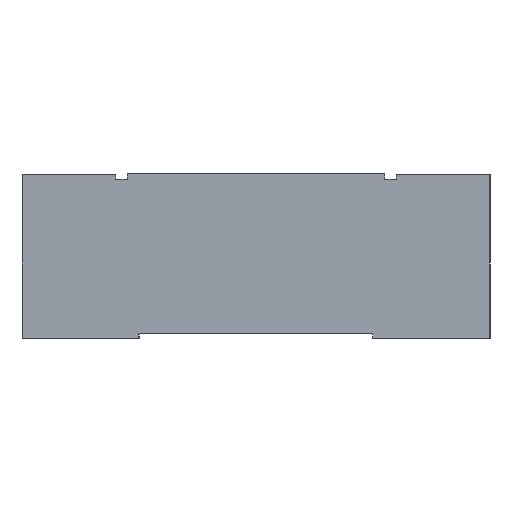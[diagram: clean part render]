
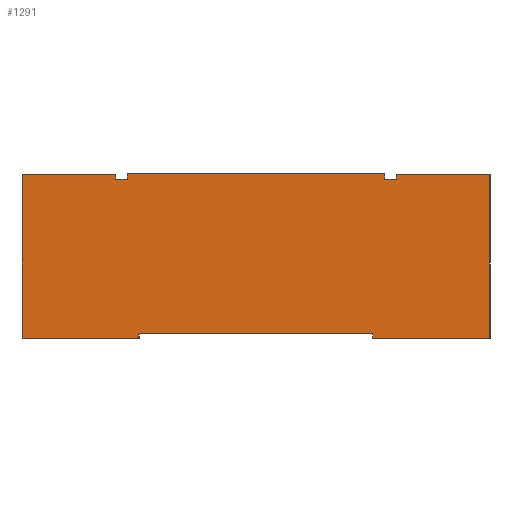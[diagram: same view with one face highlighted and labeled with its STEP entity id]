
A CAD part, left-side view. The second image highlights one B-rep face of the part: STEP entity #1291.
In plain terms, the highlighted planar face has unit normal (-1, 0, 0).
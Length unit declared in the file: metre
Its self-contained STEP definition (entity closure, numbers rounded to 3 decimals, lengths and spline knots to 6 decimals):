
#161=ORIENTED_EDGE('',*,*,#415,.F.);
#162=ORIENTED_EDGE('',*,*,#514,.T.);
#163=ORIENTED_EDGE('',*,*,#446,.F.);
#164=ORIENTED_EDGE('',*,*,#515,.T.);
#165=ORIENTED_EDGE('',*,*,#489,.T.);
#166=ORIENTED_EDGE('',*,*,#516,.F.);
#167=ORIENTED_EDGE('',*,*,#517,.T.);
#168=ORIENTED_EDGE('',*,*,#518,.T.);
#169=ORIENTED_EDGE('',*,*,#519,.T.);
#170=ORIENTED_EDGE('',*,*,#520,.F.);
#171=ORIENTED_EDGE('',*,*,#463,.F.);
#172=ORIENTED_EDGE('',*,*,#521,.F.);
#173=ORIENTED_EDGE('',*,*,#522,.F.);
#174=ORIENTED_EDGE('',*,*,#523,.F.);
#175=ORIENTED_EDGE('',*,*,#524,.F.);
#176=ORIENTED_EDGE('',*,*,#525,.T.);
#415=EDGE_CURVE('',#595,#596,#711,.T.);
#446=EDGE_CURVE('',#623,#624,#742,.T.);
#463=EDGE_CURVE('',#639,#641,#759,.T.);
#489=EDGE_CURVE('',#665,#663,#785,.T.);
#514=EDGE_CURVE('',#595,#624,#810,.T.);
#515=EDGE_CURVE('',#623,#665,#811,.T.);
#516=EDGE_CURVE('',#687,#663,#812,.T.);
#517=EDGE_CURVE('',#687,#688,#813,.T.);
#518=EDGE_CURVE('',#688,#689,#814,.T.);
#519=EDGE_CURVE('',#689,#690,#815,.T.);
#520=EDGE_CURVE('',#641,#690,#816,.T.);
#521=EDGE_CURVE('',#691,#639,#817,.T.);
#522=EDGE_CURVE('',#692,#691,#818,.T.);
#523=EDGE_CURVE('',#693,#692,#819,.T.);
#524=EDGE_CURVE('',#694,#693,#820,.T.);
#525=EDGE_CURVE('',#694,#596,#821,.T.);
#595=VERTEX_POINT('',#1991);
#596=VERTEX_POINT('',#1992);
#623=VERTEX_POINT('',#2057);
#624=VERTEX_POINT('',#2058);
#639=VERTEX_POINT('',#2093);
#641=VERTEX_POINT('',#2096);
#663=VERTEX_POINT('',#2147);
#665=VERTEX_POINT('',#2150);
#687=VERTEX_POINT('',#2206);
#688=VERTEX_POINT('',#2208);
#689=VERTEX_POINT('',#2210);
#690=VERTEX_POINT('',#2212);
#691=VERTEX_POINT('',#2215);
#692=VERTEX_POINT('',#2217);
#693=VERTEX_POINT('',#2219);
#694=VERTEX_POINT('',#2221);
#711=LINE('',#1990,#891);
#742=LINE('',#2056,#922);
#759=LINE('',#2095,#939);
#785=LINE('',#2149,#965);
#810=LINE('',#2203,#990);
#811=LINE('',#2204,#991);
#812=LINE('',#2205,#992);
#813=LINE('',#2207,#993);
#814=LINE('',#2209,#994);
#815=LINE('',#2211,#995);
#816=LINE('',#2213,#996);
#817=LINE('',#2214,#997);
#818=LINE('',#2216,#998);
#819=LINE('',#2218,#999);
#820=LINE('',#2220,#1000);
#821=LINE('',#2222,#1001);
#891=VECTOR('',#1678,1.);
#922=VECTOR('',#1723,1.);
#939=VECTOR('',#1748,1.);
#965=VECTOR('',#1782,1.);
#990=VECTOR('',#1821,1.);
#991=VECTOR('',#1822,1.);
#992=VECTOR('',#1823,1.);
#993=VECTOR('',#1824,1.);
#994=VECTOR('',#1825,1.);
#995=VECTOR('',#1826,1.);
#996=VECTOR('',#1827,1.);
#997=VECTOR('',#1828,1.);
#998=VECTOR('',#1829,1.);
#999=VECTOR('',#1830,1.);
#1000=VECTOR('',#1831,1.);
#1001=VECTOR('',#1832,1.);
#1093=EDGE_LOOP('',(#161,#162,#163,#164,#165,#166,#167,#168,#169,#170,#171,
#172,#173,#174,#175,#176));
#1159=FACE_BOUND('',#1093,.T.);
#1225=PLANE('',#1630);
#1291=ADVANCED_FACE('',(#1159),#1225,.F.);
#1630=AXIS2_PLACEMENT_3D('',#2202,#1819,#1820);
#1678=DIRECTION('',(0.,-1.,0.));
#1723=DIRECTION('',(0.,-1.,0.));
#1748=DIRECTION('',(0.,-1.,0.));
#1782=DIRECTION('',(0.,-1.,0.));
#1819=DIRECTION('',(1.,0.,0.));
#1820=DIRECTION('',(0.,0.,-1.));
#1821=DIRECTION('',(0.,0.,1.));
#1822=DIRECTION('',(0.,0.,-1.));
#1823=DIRECTION('',(0.,0.,-1.));
#1824=DIRECTION('',(0.,-1.,0.));
#1825=DIRECTION('',(0.,0.,-1.));
#1826=DIRECTION('',(0.,-1.,0.));
#1827=DIRECTION('',(0.,0.,-1.));
#1828=DIRECTION('',(0.,0.,1.));
#1829=DIRECTION('',(0.,-1.,0.));
#1830=DIRECTION('',(0.,0.,-1.));
#1831=DIRECTION('',(0.,-1.,0.));
#1832=DIRECTION('',(0.,0.,-1.));
#1990=CARTESIAN_POINT('',(-0.001,0.,0.00034));
#1991=CARTESIAN_POINT('',(-0.001,0.0003,0.00034));
#1992=CARTESIAN_POINT('',(-0.001,0.000275,0.00034));
#2056=CARTESIAN_POINT('',(-0.001,0.,0.00035));
#2057=CARTESIAN_POINT('',(-0.001,0.0005,0.00035));
#2058=CARTESIAN_POINT('',(-0.001,0.0003,0.00035));
#2093=CARTESIAN_POINT('',(-0.001,-0.0003,0.00035));
#2095=CARTESIAN_POINT('',(-0.001,0.,0.00035));
#2096=CARTESIAN_POINT('',(-0.001,-0.0005,0.00035));
#2147=CARTESIAN_POINT('',(-0.001,0.00025,0.));
#2149=CARTESIAN_POINT('',(-0.001,0.,0.));
#2150=CARTESIAN_POINT('',(-0.001,0.0005,0.));
#2202=CARTESIAN_POINT('',(-0.001,0.,0.00035));
#2203=CARTESIAN_POINT('',(-0.001,0.0003,0.00034));
#2204=CARTESIAN_POINT('',(-0.001,0.0005,0.00035));
#2205=CARTESIAN_POINT('',(-0.001,0.00025,0.00001));
#2206=CARTESIAN_POINT('',(-0.001,0.00025,0.00001));
#2207=CARTESIAN_POINT('',(-0.001,0.,0.00001));
#2208=CARTESIAN_POINT('',(-0.001,-0.00025,0.00001));
#2209=CARTESIAN_POINT('',(-0.001,-0.00025,0.00001));
#2210=CARTESIAN_POINT('',(-0.001,-0.00025,0.));
#2211=CARTESIAN_POINT('',(-0.001,0.,0.));
#2212=CARTESIAN_POINT('',(-0.001,-0.0005,0.));
#2213=CARTESIAN_POINT('',(-0.001,-0.0005,0.00035));
#2214=CARTESIAN_POINT('',(-0.001,-0.0003,0.00034));
#2215=CARTESIAN_POINT('',(-0.001,-0.0003,0.00034));
#2216=CARTESIAN_POINT('',(-0.001,0.,0.00034));
#2217=CARTESIAN_POINT('',(-0.001,-0.000275,0.00034));
#2218=CARTESIAN_POINT('',(-0.001,-0.000275,0.000352));
#2219=CARTESIAN_POINT('',(-0.001,-0.000275,0.000352));
#2220=CARTESIAN_POINT('',(-0.001,0.,0.000352));
#2221=CARTESIAN_POINT('',(-0.001,0.000275,0.000352));
#2222=CARTESIAN_POINT('',(-0.001,0.000275,0.000352));
